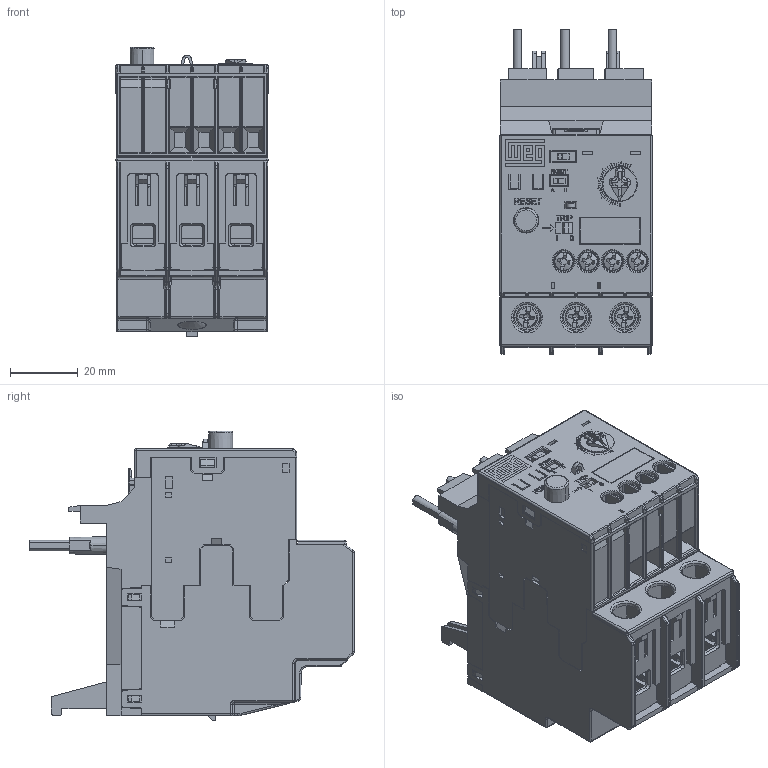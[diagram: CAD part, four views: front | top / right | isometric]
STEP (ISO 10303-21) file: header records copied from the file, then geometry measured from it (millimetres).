
FILE_DESCRIPTION (( 'STEP AP203' ), '1' );
FILE_NAME ('RWB40E-3-A4U008.STEP', '2020-08-11T15:26:56', ( '' ), ( '' ), 'SwSTEP 2.0', 'SolidWorks 2019', '' );
FILE_SCHEMA (( 'CONFIG_CONTROL_DESIGN' ));
Products named in the file (1): RWB40E-3-A4U008
Bounding box: 45 x 96 x 85.6 mm (x, y, z)
Volume: 163469.3 mm3; surface area: 67793.3 mm2
Topology: 23 solids, 23 shells, 2846 faces, 7541 edges, 4808 vertices
Faces by surface type: plane 1789, cylinder 542, bspline 420, cone 95
Entity records: 100839 total; most frequent: CARTESIAN_POINT 34137, ORIENTED_EDGE 14964, DIRECTION 12044, EDGE_CURVE 7482, VECTOR 5168, LINE 5168, VERTEX_POINT 4808, AXIS2_PLACEMENT_3D 3438
